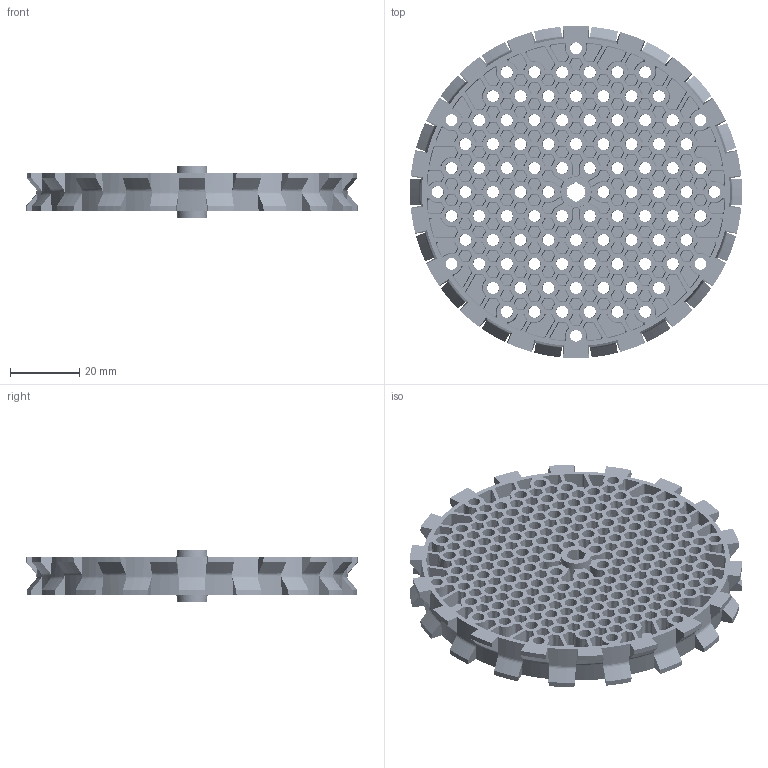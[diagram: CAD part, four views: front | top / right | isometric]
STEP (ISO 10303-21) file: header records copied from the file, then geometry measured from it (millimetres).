
FILE_DESCRIPTION (( 'STEP AP214' ), '1' );
FILE_NAME ('REV-41-1346.STEP', '2017-04-04T03:55:11', ( '' ), ( '' ), 'SwSTEP 2.0', 'SolidWorks 2016', '' );
FILE_SCHEMA (( 'AUTOMOTIVE_DESIGN' ));
Products named in the file (1): REV-41-1346
Bounding box: 95.97 x 96 x 15 mm (x, y, z)
Volume: 43740.8 mm3; surface area: 46147.9 mm2
Topology: 1 solids, 1 shells, 5395 faces, 14804 edges, 9773 vertices
Faces by surface type: bspline 2221, cone 1567, plane 1546, cylinder 61
Entity records: 232389 total; most frequent: CARTESIAN_POINT 116388, ORIENTED_EDGE 29608, DIRECTION 15280, EDGE_CURVE 14804, VERTEX_POINT 9773, B_SPLINE_CURVE_WITH_KNOTS 8940, AXIS2_PLACEMENT_3D 6241, EDGE_LOOP 5951
